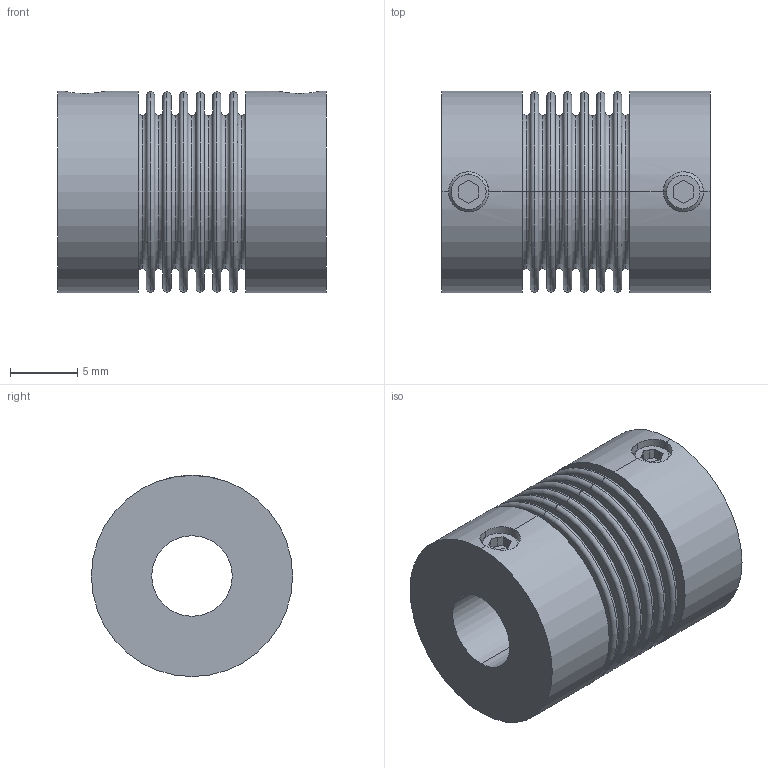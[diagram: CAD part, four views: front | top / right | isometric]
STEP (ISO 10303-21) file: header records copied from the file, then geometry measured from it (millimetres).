
FILE_DESCRIPTION(('STEP AP214'),'1');
FILE_NAME('cctmp_28CABF01-7AB4-4D8E-B087-063ECDD2E54E_2023_06_01_14_14_48_0111..stp','2023-06-01T12:14:48',('R+W Antriebselemente GmbH'),('CADClick - www.CADClick.com'),'Spatial InterOp 3D',' ','unknown authorization');
FILE_SCHEMA(('AUTOMOTIVE_DESIGN'));
Length unit declared in the file: millimetre
Products named in the file (1): MK1/5/20/6/6
Bounding box: 20 x 15 x 15 mm (x, y, z)
Volume: 2278.2 mm3; surface area: 2662.3 mm2
Topology: 1 solids, 1 shells, 116 faces, 260 edges, 164 vertices
Faces by surface type: torus 52, plane 46, cylinder 14, cone 4
Entity records: 4732 total; most frequent: CARTESIAN_POINT 661, DIRECTION 646, ORIENTED_EDGE 520, AXIS2_PLACEMENT_3D 277, EDGE_CURVE 260, PRESENTATION_STYLE_ASSIGNMENT 215, COLOUR_RGB 215, VERTEX_POINT 164
